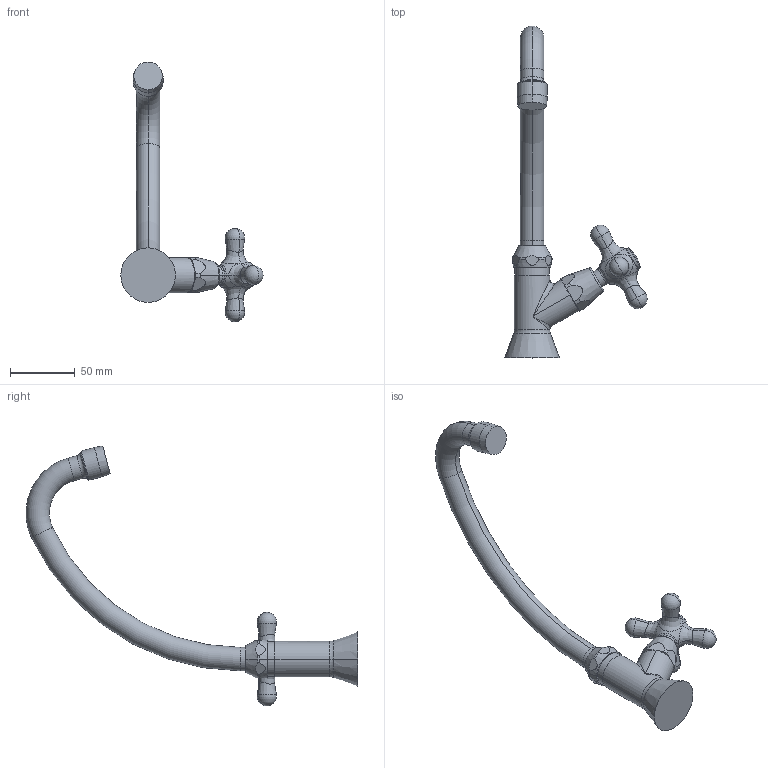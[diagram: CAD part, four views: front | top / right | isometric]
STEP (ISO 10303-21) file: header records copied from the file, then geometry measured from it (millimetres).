
FILE_DESCRIPTION((''),'2;1');
FILE_NAME('IRV091CR','2021-11-10T17:14:35',('ut3'),('PAFFONI SpA'),'CREO PARAMETRIC BY PTC INC, 2020044','CREO PARAMETRIC BY PTC INC, 2020044','');
FILE_SCHEMA(('CONFIG_CONTROL_DESIGN','SHAPE_APPEARANCE_LAYERS_GROUPS'));
Length unit declared in the file: millimetre
Products named in the file (1): IRV091CR
Bounding box: 109.59 x 255.33 x 199.99 mm (x, y, z)
Volume: 182802.5 mm3; surface area: 36133.5 mm2
Topology: 1 solids, 1 shells, 123 faces, 292 edges, 168 vertices
Faces by surface type: cone 24, bspline 24, cylinder 24, torus 22, plane 21, sphere 8
Entity records: 7200 total; most frequent: CARTESIAN_POINT 3594, DIRECTION 568, ORIENTED_EDGE 564, EDGE_CURVE 282, AXIS2_PLACEMENT_3D 254, VERTEX_POINT 168, CIRCLE 155, EDGE_LOOP 130
